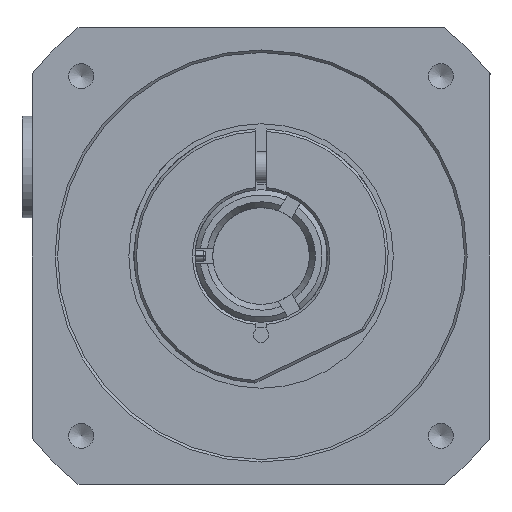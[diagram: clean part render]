
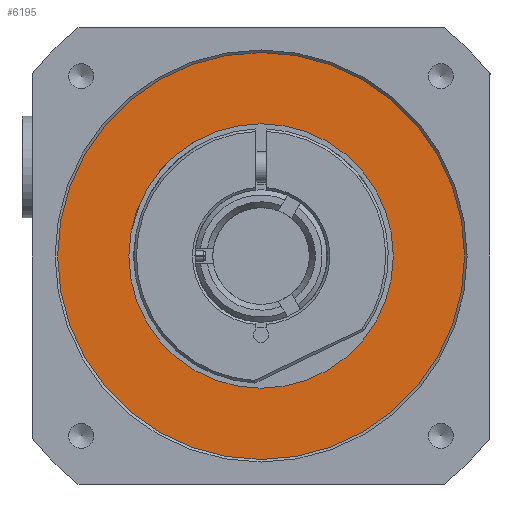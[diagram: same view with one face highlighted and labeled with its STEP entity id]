
A CAD part, left-side view. The second image highlights one B-rep face of the part: STEP entity #6195.
In plain terms, the highlighted planar face has unit normal (-1, 0, 0).
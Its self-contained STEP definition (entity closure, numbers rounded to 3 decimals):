
#357=FACE_BOUND('',#1087,.T.);
#655=FACE_OUTER_BOUND('',#1086,.T.);
#1086=EDGE_LOOP('',(#4213));
#1087=EDGE_LOOP('',(#4214));
#1597=CIRCLE('',#6654,40.);
#1610=CIRCLE('',#6678,26.);
#2652=VERTEX_POINT('',#9560);
#2670=VERTEX_POINT('',#9644);
#3256=EDGE_CURVE('',#2652,#2652,#1597,.T.);
#3274=EDGE_CURVE('',#2670,#2670,#1610,.T.);
#4213=ORIENTED_EDGE('',*,*,#3256,.T.);
#4214=ORIENTED_EDGE('',*,*,#3274,.T.);
#5582=PLANE('',#6679);
#6195=ADVANCED_FACE('',(#655,#357),#5582,.F.);
#6654=AXIS2_PLACEMENT_3D('',#9561,#7584,#7585);
#6678=AXIS2_PLACEMENT_3D('',#9645,#7636,#7637);
#6679=AXIS2_PLACEMENT_3D('',#9646,#7638,#7639);
#7584=DIRECTION('center_axis',(-1.,0.,0.));
#7585=DIRECTION('ref_axis',(0.,0.,-1.));
#7636=DIRECTION('center_axis',(1.,0.,0.));
#7637=DIRECTION('ref_axis',(0.,0.,-1.));
#7638=DIRECTION('center_axis',(1.,0.,0.));
#7639=DIRECTION('ref_axis',(0.,0.,-1.));
#9560=CARTESIAN_POINT('',(-101.,0.,40.));
#9561=CARTESIAN_POINT('Origin',(-101.,0.,0.));
#9644=CARTESIAN_POINT('',(-101.,0.,26.));
#9645=CARTESIAN_POINT('Origin',(-101.,0.,0.));
#9646=CARTESIAN_POINT('Origin',(-101.,0.,0.));
